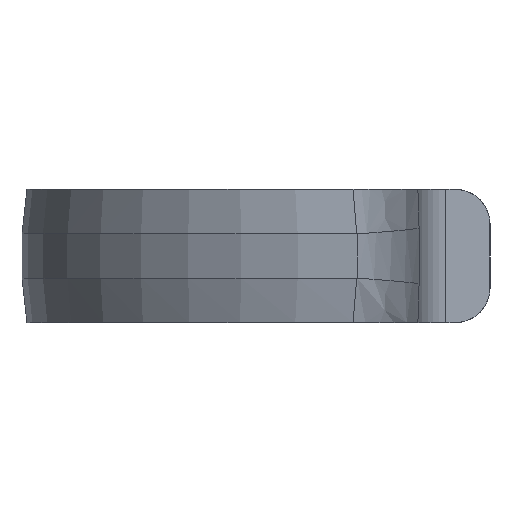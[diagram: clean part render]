
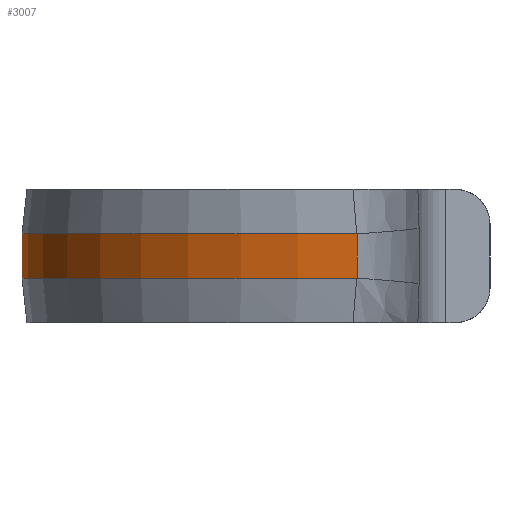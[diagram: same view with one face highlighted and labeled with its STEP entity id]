
A CAD part, left-side view. The second image highlights one B-rep face of the part: STEP entity #3007.
In plain terms, the highlighted cylindrical face has radius 75.027 mm (diameter 150.055 mm), a partial arc.
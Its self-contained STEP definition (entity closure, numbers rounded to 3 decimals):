
#120=B_SPLINE_CURVE_WITH_KNOTS('',3,(#5879,#5880,#5881,#5882),
 .UNSPECIFIED.,.F.,.F.,(4,4),(0.,0.011),.UNSPECIFIED.);
#123=B_SPLINE_CURVE_WITH_KNOTS('',3,(#5919,#5920,#5921,#5922),
 .UNSPECIFIED.,.F.,.F.,(4,4),(3.956,3.982),
 .UNSPECIFIED.);
#349=FACE_OUTER_BOUND('',#529,.T.);
#529=EDGE_LOOP('',(#2537,#2538,#2539,#2540,#2541,#2542));
#652=LINE('',#5128,#853);
#712=LINE('',#5845,#913);
#853=VECTOR('',#3688,10.);
#913=VECTOR('',#3950,20.);
#1107=CIRCLE('',#3302,75.027);
#1108=CIRCLE('',#3304,75.027);
#1258=VERTEX_POINT('',#5120);
#1260=VERTEX_POINT('',#5126);
#1347=VERTEX_POINT('',#5760);
#1350=VERTEX_POINT('',#5804);
#1353=VERTEX_POINT('',#5874);
#1357=VERTEX_POINT('',#5918);
#1602=EDGE_CURVE('',#1260,#1258,#652,.T.);
#1746=EDGE_CURVE('',#1350,#1347,#712,.T.);
#1749=EDGE_CURVE('',#1353,#1350,#120,.T.);
#1755=EDGE_CURVE('',#1357,#1347,#123,.F.);
#1773=EDGE_CURVE('',#1258,#1353,#1107,.T.);
#1774=EDGE_CURVE('',#1357,#1260,#1108,.T.);
#2537=ORIENTED_EDGE('',*,*,#1746,.F.);
#2538=ORIENTED_EDGE('',*,*,#1749,.F.);
#2539=ORIENTED_EDGE('',*,*,#1773,.F.);
#2540=ORIENTED_EDGE('',*,*,#1602,.F.);
#2541=ORIENTED_EDGE('',*,*,#1774,.F.);
#2542=ORIENTED_EDGE('',*,*,#1755,.T.);
#2861=CYLINDRICAL_SURFACE('',#3303,75.027);
#3007=ADVANCED_FACE('',(#349),#2861,.T.);
#3302=AXIS2_PLACEMENT_3D('',#5997,#3993,#3994);
#3303=AXIS2_PLACEMENT_3D('',#5998,#3995,#3996);
#3304=AXIS2_PLACEMENT_3D('',#5999,#3997,#3998);
#3688=DIRECTION('',(0.,0.,1.));
#3950=DIRECTION('',(0.,0.,-1.));
#3993=DIRECTION('center_axis',(0.,0.,1.));
#3994=DIRECTION('ref_axis',(-0.014,1.,0.));
#3995=DIRECTION('center_axis',(0.,0.,1.));
#3996=DIRECTION('ref_axis',(-0.014,1.,0.));
#3997=DIRECTION('center_axis',(0.,0.,-1.));
#3998=DIRECTION('ref_axis',(-0.014,1.,0.));
#5120=CARTESIAN_POINT('',(0.,76.,18.));
#5126=CARTESIAN_POINT('',(0.,76.,9.));
#5128=CARTESIAN_POINT('',(0.,76.,0.));
#5760=CARTESIAN_POINT('',(-73.683,7.934,8.996));
#5804=CARTESIAN_POINT('',(-73.683,7.934,18.004));
#5845=CARTESIAN_POINT('',(-73.683,7.934,0.));
#5874=CARTESIAN_POINT('',(-73.673,8.045,18.));
#5879=CARTESIAN_POINT('Ctrl Pts',(-73.673,8.045,18.));
#5880=CARTESIAN_POINT('Ctrl Pts',(-73.677,8.008,18.));
#5881=CARTESIAN_POINT('Ctrl Pts',(-73.68,7.971,18.001));
#5882=CARTESIAN_POINT('Ctrl Pts',(-73.683,7.934,18.004));
#5918=CARTESIAN_POINT('',(-73.673,8.045,9.));
#5919=CARTESIAN_POINT('Ctrl Pts',(-73.683,7.934,8.996));
#5920=CARTESIAN_POINT('Ctrl Pts',(-73.68,7.971,8.999));
#5921=CARTESIAN_POINT('Ctrl Pts',(-73.677,8.008,9.));
#5922=CARTESIAN_POINT('Ctrl Pts',(-73.673,8.045,9.));
#5997=CARTESIAN_POINT('Origin',(1.021,0.98,18.));
#5998=CARTESIAN_POINT('Origin',(1.021,0.98,0.));
#5999=CARTESIAN_POINT('Origin',(1.021,0.98,9.));
